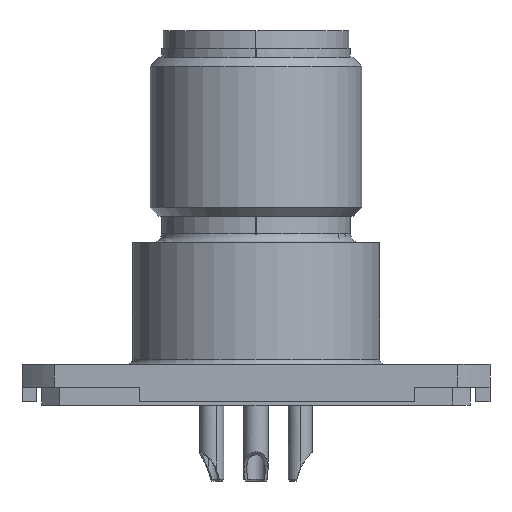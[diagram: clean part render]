
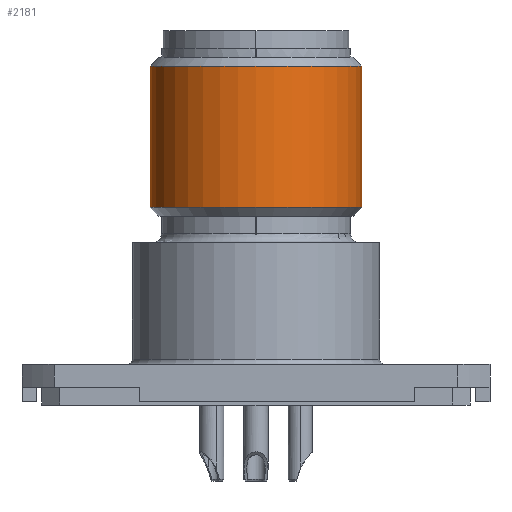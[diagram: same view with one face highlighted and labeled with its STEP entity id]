
A CAD part, front view. The second image highlights one B-rep face of the part: STEP entity #2181.
In plain terms, the highlighted cylindrical face has radius 6 mm (diameter 12 mm), a partial arc.
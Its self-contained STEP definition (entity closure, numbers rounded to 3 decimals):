
#2054=AXIS2_PLACEMENT_3D('Circle Axis2P3D',#2052,#2053,$) ;
#2168=AXIS2_PLACEMENT_3D('Cylinder Axis2P3D',#2165,#2166,#2167) ;
#2172=AXIS2_PLACEMENT_3D('Circle Axis2P3D',#2170,#2171,$) ;
#2025=CARTESIAN_POINT('Vertex',(19.25,13.25,23.5)) ;
#2032=CARTESIAN_POINT('Vertex',(7.25,13.25,23.5)) ;
#2052=CARTESIAN_POINT('Axis2P3D Location',(13.25,13.25,23.5)) ;
#2139=CARTESIAN_POINT('Line Origine',(19.25,13.25,19.5)) ;
#2143=CARTESIAN_POINT('Vertex',(19.25,13.25,15.5)) ;
#2150=CARTESIAN_POINT('Vertex',(7.25,13.25,15.5)) ;
#2153=CARTESIAN_POINT('Line Origine',(7.25,13.25,19.5)) ;
#2165=CARTESIAN_POINT('Axis2P3D Location',(13.25,13.25,19.5)) ;
#2170=CARTESIAN_POINT('Axis2P3D Location',(13.25,13.25,15.5)) ;
#2053=DIRECTION('Axis2P3D Direction',(0.,0.,-1.)) ;
#2140=DIRECTION('Vector Direction',(0.,0.,-1.)) ;
#2154=DIRECTION('Vector Direction',(0.,0.,-1.)) ;
#2166=DIRECTION('Axis2P3D Direction',(0.,0.,-1.)) ;
#2167=DIRECTION('Axis2P3D XDirection',(1.,0.,0.)) ;
#2171=DIRECTION('Axis2P3D Direction',(0.,0.,-1.)) ;
#2141=VECTOR('Line Direction',#2140,1.) ;
#2155=VECTOR('Line Direction',#2154,1.) ;
#2176=ORIENTED_EDGE('',*,*,#2157,.T.) ;
#2177=ORIENTED_EDGE('',*,*,#2174,.F.) ;
#2178=ORIENTED_EDGE('',*,*,#2145,.T.) ;
#2179=ORIENTED_EDGE('',*,*,#2056,.F.) ;
#2181=ADVANCED_FACE('Hauptkoerper',(#2180),#2169,.T.) ;
#2055=CIRCLE('generated circle',#2054,6.) ;
#2173=CIRCLE('generated circle',#2172,6.) ;
#2169=CYLINDRICAL_SURFACE('generated cylinder',#2168,6.) ;
#2056=EDGE_CURVE('',#2033,#2026,#2055,.F.) ;
#2145=EDGE_CURVE('',#2144,#2026,#2142,.F.) ;
#2157=EDGE_CURVE('',#2033,#2151,#2156,.T.) ;
#2174=EDGE_CURVE('',#2144,#2151,#2173,.T.) ;
#2175=EDGE_LOOP('',(#2176,#2177,#2178,#2179)) ;
#2180=FACE_OUTER_BOUND('',#2175,.T.) ;
#2142=LINE('Line',#2139,#2141) ;
#2156=LINE('Line',#2153,#2155) ;
#2026=VERTEX_POINT('',#2025) ;
#2033=VERTEX_POINT('',#2032) ;
#2144=VERTEX_POINT('',#2143) ;
#2151=VERTEX_POINT('',#2150) ;
